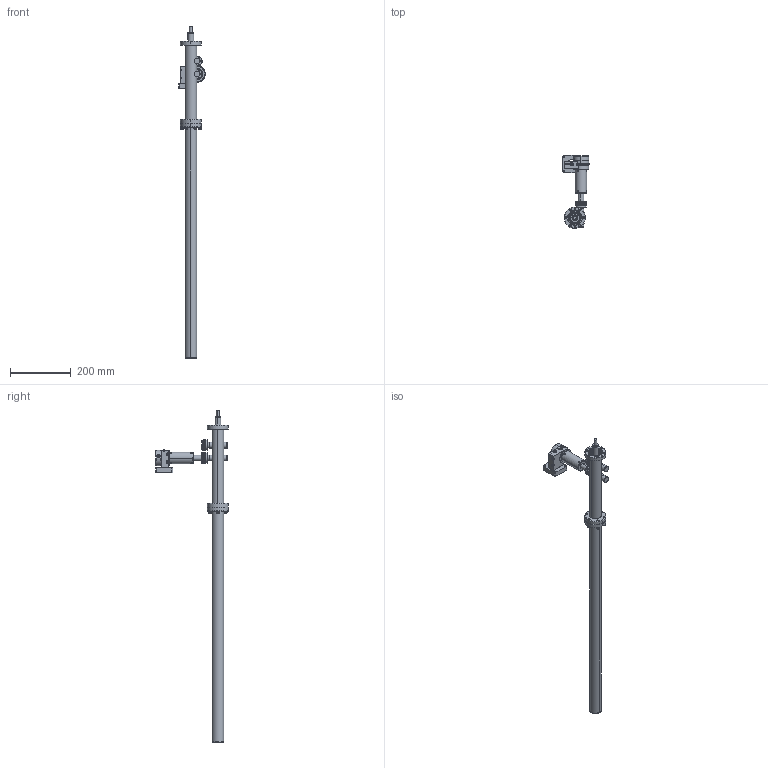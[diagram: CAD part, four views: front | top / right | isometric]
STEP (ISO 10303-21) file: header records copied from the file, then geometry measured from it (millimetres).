
FILE_DESCRIPTION(('FreeCAD Model'),'2;1');
FILE_NAME('Open CASCADE Shape Model','2022-05-12T15:10:18',('Author'),( ''),'Open CASCADE STEP processor 7.5','FreeCAD','Unknown');
FILE_SCHEMA(('AUTOMOTIVE_DESIGN { 1 0 10303 214 1 1 1 1 }'));
Length unit declared in the file: millimetre
Products named in the file (100): Unnamed; Shell; Shell001; Shell002; Shell003; Shell004; Shell005; Shell006; Shell007; Shell008; Shell009; Shell010; Shell011; Shell012; Shell013; Shell014; Shell015; Shell016; Shell017; Shell018; Shell019; Shell020; Shell021; Shell022; Shell023; Shell024; Shell025; Shell026; Shell027; Shell028; Shell029; Shell030; Shell031; Shell032; Shell033; Shell034; Shell035; Shell036; Shell037; Shell038 ...
Assembly tree (99 placements, depth 2):
  Unnamed
    Shell
    Shell001
    Shell002
    Shell003
    Shell004
    Shell005
    Shell006
    Shell007
    Shell008
    Shell009
    Shell010
    Shell011
    Shell012
    Shell013
    Shell014
    Shell015
    Shell016
    Shell017
    Shell018
    Shell019
    Shell020
    Shell021
    Shell022
    Shell023
    Shell024
    Shell025
    Shell026
    Shell027
    Shell028
    Shell029
    Shell030
    Shell031
    Shell032
    Shell033
    Shell034
    Shell035
    Shell036
    Shell037
    Shell038
    Shell039
    Shell040
    Shell041
    Shell042
    Shell043
    Shell044
    Shell045
    Shell046
    Shell047
    Shell048
    Shell049
    Shell050
    Shell051
    Shell052
    Shell053
    Shell054
    Shell055
    Shell056
    Shell057
    Shell058
Bounding box: 86.78 x 239.52 x 1090.26 mm (x, y, z)
Surface area: 562654.6 mm2 (no closed solid volume)
Topology: 0 solids, 196 shells, 1458 faces, 6216 edges, 4734 vertices
Faces by surface type: plane 664, cylinder 450, cone 216, torus 128
Entity records: 154239 total; most frequent: CARTESIAN_POINT 53182, DIRECTION 18644, LINE 9578, VECTOR 9578, ORIENTED_EDGE 8770, PCURVE 8770, DEFINITIONAL_REPRESENTATION 8770, EDGE_CURVE 6192
